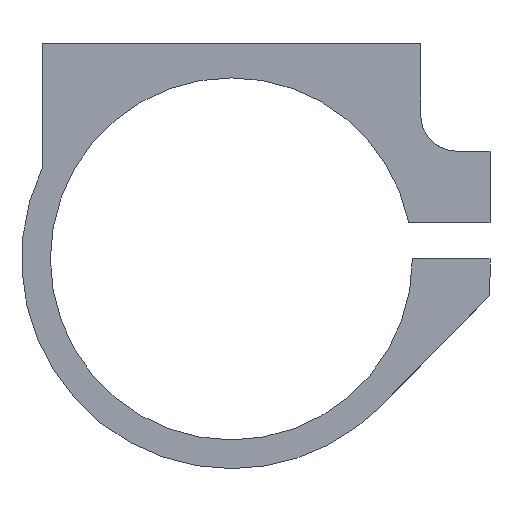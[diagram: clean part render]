
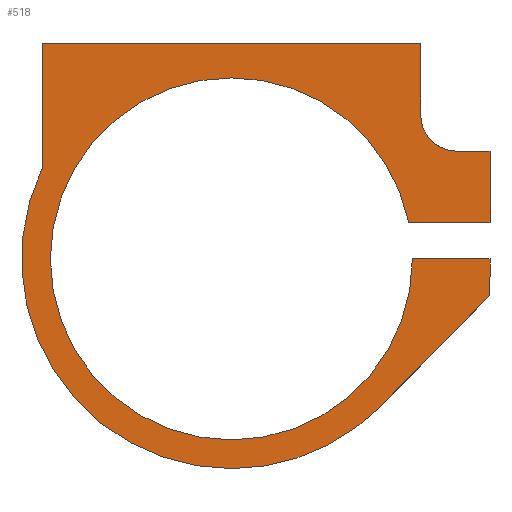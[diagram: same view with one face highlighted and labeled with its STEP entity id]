
A CAD part, front view. The second image highlights one B-rep face of the part: STEP entity #518.
In plain terms, the highlighted planar face has unit normal (0, -1, 0).
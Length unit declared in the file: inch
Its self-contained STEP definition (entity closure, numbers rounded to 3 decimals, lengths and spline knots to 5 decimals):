
#10 = CARTESIAN_POINT ( 'NONE',  ( 0.52103, 0., -0.51119 ) ) ;
#11 = VERTEX_POINT ( 'NONE', #786 ) ;
#14 = LINE ( 'NONE', #990, #244 ) ;
#24 = CARTESIAN_POINT ( 'NONE',  ( 0.89992, 0., 0. ) ) ;
#30 = DIRECTION ( 'NONE',  ( 0., 0., -1. ) ) ;
#54 = VECTOR ( 'NONE', #30, 39.37008 ) ;
#57 = CARTESIAN_POINT ( 'NONE',  ( -0.659, 0., 0.75 ) ) ;
#70 = VERTEX_POINT ( 'NONE', #758 ) ;
#87 = VECTOR ( 'NONE', #822, 39.37008 ) ;
#97 = VECTOR ( 'NONE', #119, 39.37008 ) ;
#112 = LINE ( 'NONE', #638, #87 ) ;
#115 = VERTEX_POINT ( 'NONE', #956 ) ;
#119 = DIRECTION ( 'NONE',  ( 1., 0., 0. ) ) ;
#122 = DIRECTION ( 'NONE',  ( 0., 0., 1. ) ) ;
#131 = DIRECTION ( 'NONE',  ( 0., 1., 0. ) ) ;
#137 = CARTESIAN_POINT ( 'NONE',  ( 0., 0., 0. ) ) ;
#142 = CARTESIAN_POINT ( 'NONE',  ( 0., 0., 0. ) ) ;
#149 = CIRCLE ( 'NONE', #776, 0.72992 ) ;
#154 = ORIENTED_EDGE ( 'NONE', *, *, #703, .F. ) ;
#171 = DIRECTION ( 'NONE',  ( 0., 0., 1. ) ) ;
#187 = EDGE_CURVE ( 'NONE', #983, #757, #149, .T. ) ;
#194 = EDGE_CURVE ( 'NONE', #941, #1083, #112, .T. ) ;
#201 = AXIS2_PLACEMENT_3D ( 'NONE', #499, #495, #463 ) ;
#202 = DIRECTION ( 'NONE',  ( 0., 1., 0. ) ) ;
#217 = CARTESIAN_POINT ( 'NONE',  ( 0., 0., 0. ) ) ;
#232 = LINE ( 'NONE', #781, #693 ) ;
#244 = VECTOR ( 'NONE', #1004, 39.37008 ) ;
#248 = VERTEX_POINT ( 'NONE', #855 ) ;
#278 = ORIENTED_EDGE ( 'NONE', *, *, #713, .T. ) ;
#285 = CARTESIAN_POINT ( 'NONE',  ( 0.659, 0., 0.75 ) ) ;
#291 = DIRECTION ( 'NONE',  ( -1., 0., 0. ) ) ;
#293 = CARTESIAN_POINT ( 'NONE',  ( 0.659, 0., 0.5 ) ) ;
#302 = CARTESIAN_POINT ( 'NONE',  ( 0., 0., 0.125 ) ) ;
#316 = DIRECTION ( 'NONE',  ( 0., 1., 0. ) ) ;
#329 = CARTESIAN_POINT ( 'NONE',  ( 0.89992, 0., -0.125 ) ) ;
#334 = CIRCLE ( 'NONE', #1003, 0.62992 ) ;
#347 = ORIENTED_EDGE ( 'NONE', *, *, #592, .F. ) ;
#375 = ORIENTED_EDGE ( 'NONE', *, *, #968, .F. ) ;
#401 = VERTEX_POINT ( 'NONE', #685 ) ;
#418 = CARTESIAN_POINT ( 'NONE',  ( 0., 0., -0.72992 ) ) ;
#432 = EDGE_CURVE ( 'NONE', #941, #811, #458, .T. ) ;
#438 = LINE ( 'NONE', #466, #885 ) ;
#446 = DIRECTION ( 'NONE',  ( 0., 0., 1. ) ) ;
#451 = DIRECTION ( 'NONE',  ( 0., 1., 0. ) ) ;
#458 = LINE ( 'NONE', #1098, #906 ) ;
#460 = AXIS2_PLACEMENT_3D ( 'NONE', #588, #551, #577 ) ;
#463 = DIRECTION ( 'NONE',  ( 0., 0., 1. ) ) ;
#465 = CIRCLE ( 'NONE', #460, 0.72992 ) ;
#466 = CARTESIAN_POINT ( 'NONE',  ( 0.659, 0., 0. ) ) ;
#476 = CARTESIAN_POINT ( 'NONE',  ( -0.659, 0., 0.31385 ) ) ;
#480 = CARTESIAN_POINT ( 'NONE',  ( 0., 0., 0. ) ) ;
#482 = CIRCLE ( 'NONE', #201, 0.62992 ) ;
#484 = PLANE ( 'NONE',  #697 ) ;
#495 = DIRECTION ( 'NONE',  ( 0., 1., 0. ) ) ;
#499 = CARTESIAN_POINT ( 'NONE',  ( 0., 0., 0. ) ) ;
#503 = CARTESIAN_POINT ( 'NONE',  ( 0.89992, 0., 0.125 ) ) ;
#515 = ORIENTED_EDGE ( 'NONE', *, *, #657, .F. ) ;
#518 = ADVANCED_FACE ( 'NONE', ( #1044 ), #484, .F. ) ;
#524 = ORIENTED_EDGE ( 'NONE', *, *, #973, .F. ) ;
#546 = CARTESIAN_POINT ( 'NONE',  ( 0.89992, 0., 0. ) ) ;
#551 = DIRECTION ( 'NONE',  ( 0., 1., 0. ) ) ;
#558 = CARTESIAN_POINT ( 'NONE',  ( 0.89992, 0., 0.375 ) ) ;
#577 = DIRECTION ( 'NONE',  ( 0., 0., 1. ) ) ;
#578 = ORIENTED_EDGE ( 'NONE', *, *, #187, .F. ) ;
#588 = CARTESIAN_POINT ( 'NONE',  ( 0., 0., 0. ) ) ;
#592 = EDGE_CURVE ( 'NONE', #11, #723, #1031, .T. ) ;
#618 = DIRECTION ( 'NONE',  ( 0., 0., -1. ) ) ;
#625 = ORIENTED_EDGE ( 'NONE', *, *, #899, .T. ) ;
#638 = CARTESIAN_POINT ( 'NONE',  ( -0.659, 0., 0. ) ) ;
#657 = EDGE_CURVE ( 'NONE', #723, #789, #969, .T. ) ;
#661 = ORIENTED_EDGE ( 'NONE', *, *, #803, .F. ) ;
#669 = EDGE_LOOP ( 'NONE', ( #278, #1120, #625, #661, #732, #375, #524, #801, #740, #821, #963, #578, #154, #515, #347 ) ) ;
#685 = CARTESIAN_POINT ( 'NONE',  ( 0., 0., -0.62992 ) ) ;
#693 = VECTOR ( 'NONE', #739, 39.37008 ) ;
#697 = AXIS2_PLACEMENT_3D ( 'NONE', #480, #451, #446 ) ;
#703 = EDGE_CURVE ( 'NONE', #789, #983, #232, .T. ) ;
#713 = EDGE_CURVE ( 'NONE', #11, #401, #482, .T. ) ;
#718 = AXIS2_PLACEMENT_3D ( 'NONE', #878, #849, #862 ) ;
#723 = VERTEX_POINT ( 'NONE', #546 ) ;
#732 = ORIENTED_EDGE ( 'NONE', *, *, #962, .F. ) ;
#733 = LINE ( 'NONE', #24, #54 ) ;
#739 = DIRECTION ( 'NONE',  ( -0.7, 0., -0.714 ) ) ;
#740 = ORIENTED_EDGE ( 'NONE', *, *, #432, .F. ) ;
#741 = VERTEX_POINT ( 'NONE', #503 ) ;
#742 = DIRECTION ( 'NONE',  ( 0., 0., -1. ) ) ;
#757 = VERTEX_POINT ( 'NONE', #418 ) ;
#758 = CARTESIAN_POINT ( 'NONE',  ( 0., 0., 0.62992 ) ) ;
#762 = DIRECTION ( 'NONE',  ( 1., 0., 0. ) ) ;
#773 = CARTESIAN_POINT ( 'NONE',  ( 0.89992, 0., 0. ) ) ;
#776 = AXIS2_PLACEMENT_3D ( 'NONE', #797, #316, #1049 ) ;
#781 = CARTESIAN_POINT ( 'NONE',  ( 0.52103, 0., -0.51119 ) ) ;
#786 = CARTESIAN_POINT ( 'NONE',  ( 0.62992, 0., 0. ) ) ;
#789 = VERTEX_POINT ( 'NONE', #329 ) ;
#797 = CARTESIAN_POINT ( 'NONE',  ( 0., 0., 0. ) ) ;
#801 = ORIENTED_EDGE ( 'NONE', *, *, #1059, .F. ) ;
#803 = EDGE_CURVE ( 'NONE', #741, #115, #1091, .T. ) ;
#811 = VERTEX_POINT ( 'NONE', #285 ) ;
#821 = ORIENTED_EDGE ( 'NONE', *, *, #194, .T. ) ;
#822 = DIRECTION ( 'NONE',  ( 0., 0., -1. ) ) ;
#824 = VERTEX_POINT ( 'NONE', #293 ) ;
#849 = DIRECTION ( 'NONE',  ( 0., -1., 0. ) ) ;
#855 = CARTESIAN_POINT ( 'NONE',  ( 0.784, 0., 0.375 ) ) ;
#862 = DIRECTION ( 'NONE',  ( 0., 0., 1. ) ) ;
#878 = CARTESIAN_POINT ( 'NONE',  ( 0.784, 0., 0.5 ) ) ;
#885 = VECTOR ( 'NONE', #618, 39.37008 ) ;
#899 = EDGE_CURVE ( 'NONE', #70, #115, #334, .T. ) ;
#906 = VECTOR ( 'NONE', #762, 39.37008 ) ;
#935 = CIRCLE ( 'NONE', #718, 0.125 ) ;
#941 = VERTEX_POINT ( 'NONE', #57 ) ;
#956 = CARTESIAN_POINT ( 'NONE',  ( 0.61739, 0., 0.125 ) ) ;
#962 = EDGE_CURVE ( 'NONE', #1032, #741, #733, .T. ) ;
#963 = ORIENTED_EDGE ( 'NONE', *, *, #1006, .F. ) ;
#968 = EDGE_CURVE ( 'NONE', #248, #1032, #14, .T. ) ;
#969 = LINE ( 'NONE', #773, #1112 ) ;
#973 = EDGE_CURVE ( 'NONE', #824, #248, #935, .T. ) ;
#983 = VERTEX_POINT ( 'NONE', #10 ) ;
#990 = CARTESIAN_POINT ( 'NONE',  ( 0., 0., 0.375 ) ) ;
#1001 = CIRCLE ( 'NONE', #1058, 0.62992 ) ;
#1003 = AXIS2_PLACEMENT_3D ( 'NONE', #137, #131, #122 ) ;
#1004 = DIRECTION ( 'NONE',  ( 1., 0., 0. ) ) ;
#1006 = EDGE_CURVE ( 'NONE', #757, #1083, #465, .T. ) ;
#1031 = LINE ( 'NONE', #142, #97 ) ;
#1032 = VERTEX_POINT ( 'NONE', #558 ) ;
#1042 = VECTOR ( 'NONE', #291, 39.37008 ) ;
#1044 = FACE_OUTER_BOUND ( 'NONE', #669, .T. ) ;
#1049 = DIRECTION ( 'NONE',  ( 0., 0., 1. ) ) ;
#1058 = AXIS2_PLACEMENT_3D ( 'NONE', #217, #202, #171 ) ;
#1059 = EDGE_CURVE ( 'NONE', #811, #824, #438, .T. ) ;
#1083 = VERTEX_POINT ( 'NONE', #476 ) ;
#1091 = LINE ( 'NONE', #302, #1042 ) ;
#1098 = CARTESIAN_POINT ( 'NONE',  ( 0., 0., 0.75 ) ) ;
#1107 = EDGE_CURVE ( 'NONE', #401, #70, #1001, .T. ) ;
#1112 = VECTOR ( 'NONE', #742, 39.37008 ) ;
#1120 = ORIENTED_EDGE ( 'NONE', *, *, #1107, .T. ) ;
